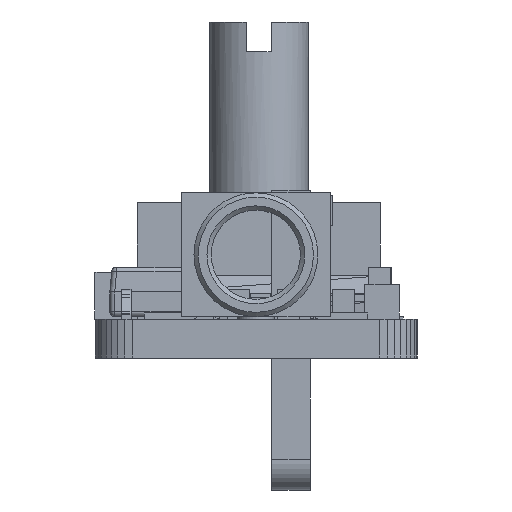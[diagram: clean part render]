
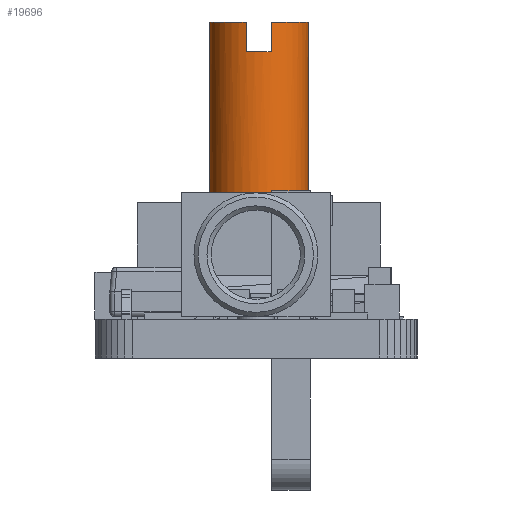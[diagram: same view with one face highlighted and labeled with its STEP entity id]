
A CAD part, left-side view. The second image highlights one B-rep face of the part: STEP entity #19696.
In plain terms, the highlighted cylindrical face has radius 2 mm (diameter 4 mm), a partial arc.
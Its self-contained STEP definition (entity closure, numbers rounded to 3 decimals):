
#2457=FACE_OUTER_BOUND('',#3759,.T.);
#3759=EDGE_LOOP('',(#16826,#16827,#16828,#16829,#16830,#16831,#16832,#16833));
#5913=LINE('',#31047,#8210);
#5914=LINE('',#31050,#8211);
#5915=LINE('',#31052,#8212);
#5916=LINE('',#31055,#8213);
#8210=VECTOR('',#25882,1000.);
#8211=VECTOR('',#25885,1000.);
#8212=VECTOR('',#25886,1000.);
#8213=VECTOR('',#25889,1000.);
#8678=CIRCLE('',#21204,2.);
#8688=CIRCLE('',#21240,2.);
#8689=CIRCLE('',#21241,2.);
#8690=CIRCLE('',#21242,2.);
#9825=VERTEX_POINT('',#30921);
#9826=VERTEX_POINT('',#30922);
#9863=VERTEX_POINT('',#31043);
#9864=VERTEX_POINT('',#31044);
#9865=VERTEX_POINT('',#31046);
#9866=VERTEX_POINT('',#31048);
#9867=VERTEX_POINT('',#31051);
#9868=VERTEX_POINT('',#31053);
#12178=EDGE_CURVE('',#9825,#9826,#8678,.T.);
#12236=EDGE_CURVE('',#9863,#9864,#8688,.T.);
#12237=EDGE_CURVE('',#9863,#9865,#5913,.T.);
#12238=EDGE_CURVE('',#9866,#9865,#8689,.T.);
#12239=EDGE_CURVE('',#9866,#9825,#5914,.T.);
#12240=EDGE_CURVE('',#9826,#9867,#5915,.T.);
#12241=EDGE_CURVE('',#9868,#9867,#8690,.T.);
#12242=EDGE_CURVE('',#9868,#9864,#5916,.T.);
#16826=ORIENTED_EDGE('',*,*,#12236,.F.);
#16827=ORIENTED_EDGE('',*,*,#12237,.T.);
#16828=ORIENTED_EDGE('',*,*,#12238,.F.);
#16829=ORIENTED_EDGE('',*,*,#12239,.T.);
#16830=ORIENTED_EDGE('',*,*,#12178,.T.);
#16831=ORIENTED_EDGE('',*,*,#12240,.T.);
#16832=ORIENTED_EDGE('',*,*,#12241,.F.);
#16833=ORIENTED_EDGE('',*,*,#12242,.T.);
#17753=CYLINDRICAL_SURFACE('',#21239,2.);
#19696=ADVANCED_FACE('',(#2457),#17753,.T.);
#21204=AXIS2_PLACEMENT_3D('',#30923,#25760,#25761);
#21239=AXIS2_PLACEMENT_3D('',#31042,#25878,#25879);
#21240=AXIS2_PLACEMENT_3D('',#31045,#25880,#25881);
#21241=AXIS2_PLACEMENT_3D('',#31049,#25883,#25884);
#21242=AXIS2_PLACEMENT_3D('',#31054,#25887,#25888);
#25760=DIRECTION('center_axis',(0.,0.,
1.));
#25761=DIRECTION('ref_axis',(0.,-1.,0.));
#25878=DIRECTION('center_axis',(0.,0.,
-1.));
#25879=DIRECTION('ref_axis',(0.,1.,0.));
#25880=DIRECTION('center_axis',(0.,0.,
1.));
#25881=DIRECTION('ref_axis',(0.,-1.,0.));
#25882=DIRECTION('',(0.,0.,1.));
#25883=DIRECTION('center_axis',(0.,0.,
1.));
#25884=DIRECTION('ref_axis',(0.,-1.,0.));
#25885=DIRECTION('',(0.,0.,-1.));
#25886=DIRECTION('',(0.,0.,1.));
#25887=DIRECTION('center_axis',(0.,0.,
1.));
#25888=DIRECTION('ref_axis',(0.,-1.,0.));
#25889=DIRECTION('',(0.,0.,-1.));
#30921=CARTESIAN_POINT('',(5.5,3.064,4.7));
#30922=CARTESIAN_POINT('',(4.5,3.064,4.7));
#30923=CARTESIAN_POINT('Origin',(5.,5.,4.7));
#31042=CARTESIAN_POINT('Origin',(5.,5.,12.));
#31043=CARTESIAN_POINT('',(5.5,6.936,10.8));
#31044=CARTESIAN_POINT('',(4.5,6.936,10.8));
#31045=CARTESIAN_POINT('Origin',(5.,5.,10.8));
#31046=CARTESIAN_POINT('',(5.5,6.936,12.));
#31047=CARTESIAN_POINT('',(5.5,6.936,12.));
#31048=CARTESIAN_POINT('',(5.5,3.064,12.));
#31049=CARTESIAN_POINT('Origin',(5.,5.,12.));
#31050=CARTESIAN_POINT('',(5.5,3.064,12.));
#31051=CARTESIAN_POINT('',(4.5,3.064,12.));
#31052=CARTESIAN_POINT('',(4.5,3.064,12.));
#31053=CARTESIAN_POINT('',(4.5,6.936,12.));
#31054=CARTESIAN_POINT('Origin',(5.,5.,12.));
#31055=CARTESIAN_POINT('',(4.5,6.936,12.));
